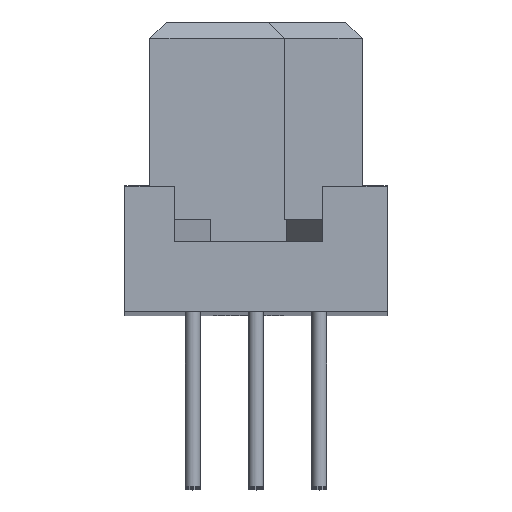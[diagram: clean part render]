
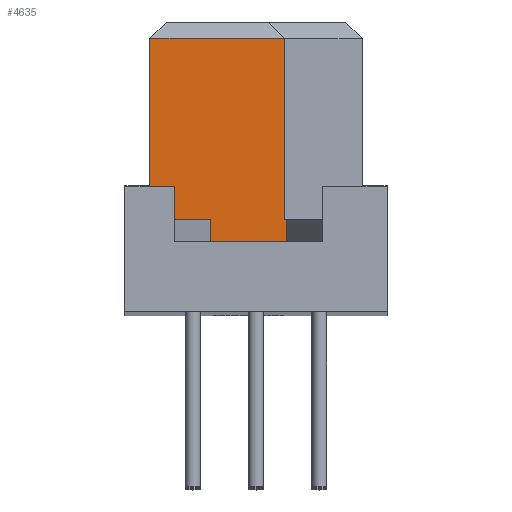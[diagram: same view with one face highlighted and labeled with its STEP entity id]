
A CAD part, top view. The second image highlights one B-rep face of the part: STEP entity #4635.
In plain terms, the highlighted planar face has unit normal (0, 0, 1).
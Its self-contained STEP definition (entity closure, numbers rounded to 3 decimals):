
#4635=ADVANCED_FACE('',(#5886),#5262,.T.);
#5262=PLANE('',#16418);
#5886=FACE_OUTER_BOUND('',#6801,.T.);
#6801=EDGE_LOOP('',(#9694,#9695,#9696,#9697,#9698,#9699,#9700,#9701));
#9694=ORIENTED_EDGE('',*,*,#12378,.T.);
#9695=ORIENTED_EDGE('',*,*,#12339,.T.);
#9696=ORIENTED_EDGE('',*,*,#12315,.T.);
#9697=ORIENTED_EDGE('',*,*,#12379,.T.);
#9698=ORIENTED_EDGE('',*,*,#12306,.T.);
#9699=ORIENTED_EDGE('',*,*,#12311,.F.);
#9700=ORIENTED_EDGE('',*,*,#12374,.F.);
#9701=ORIENTED_EDGE('',*,*,#12377,.T.);
#10862=VERTEX_POINT('',#22617);
#10863=VERTEX_POINT('',#22618);
#10864=VERTEX_POINT('',#22625);
#10867=VERTEX_POINT('',#22636);
#10868=VERTEX_POINT('',#22637);
#10885=VERTEX_POINT('',#22685);
#10908=VERTEX_POINT('',#22753);
#10909=VERTEX_POINT('',#22758);
#12306=EDGE_CURVE('',#10862,#10863,#13594,.T.);
#12311=EDGE_CURVE('',#10864,#10863,#13599,.T.);
#12315=EDGE_CURVE('',#10867,#10868,#13601,.T.);
#12339=EDGE_CURVE('',#10885,#10867,#13625,.T.);
#12374=EDGE_CURVE('',#10908,#10864,#13660,.T.);
#12377=EDGE_CURVE('',#10908,#10909,#13663,.T.);
#12378=EDGE_CURVE('',#10909,#10885,#13664,.T.);
#12379=EDGE_CURVE('',#10868,#10862,#13665,.T.);
#13594=LINE('',#22616,#14878);
#13599=LINE('',#22626,#14883);
#13601=LINE('',#22635,#14885);
#13625=LINE('',#22684,#14909);
#13660=LINE('',#22754,#14944);
#13663=LINE('',#22759,#14947);
#13664=LINE('',#22761,#14948);
#13665=LINE('',#22763,#14949);
#14878=VECTOR('',#19379,1.);
#14883=VECTOR('',#19388,1.);
#14885=VECTOR('',#19400,1.);
#14909=VECTOR('',#19438,1.);
#14944=VECTOR('',#19495,1.);
#14947=VECTOR('',#19500,1.);
#14948=VECTOR('',#19503,1.);
#14949=VECTOR('',#19506,1.);
#16418=AXIS2_PLACEMENT_3D('',#22764,#19507,#19508);
#19379=DIRECTION('',(0.,1.,0.));
#19388=DIRECTION('',(1.,0.,0.));
#19400=DIRECTION('',(0.,1.,0.));
#19438=DIRECTION('',(1.,0.,0.));
#19495=DIRECTION('',(0.,1.,0.));
#19500=DIRECTION('',(1.,0.,0.));
#19503=DIRECTION('',(0.,-1.,0.));
#19506=DIRECTION('',(-1.,0.,0.));
#19507=DIRECTION('',(0.,0.,1.));
#19508=DIRECTION('',(0.,-1.,0.));
#22616=CARTESIAN_POINT('',(12.313,-22.792,89.95));
#22617=CARTESIAN_POINT('',(12.313,-22.792,89.95));
#22618=CARTESIAN_POINT('',(12.313,-15.542,89.95));
#22625=CARTESIAN_POINT('',(6.913,-15.542,89.95));
#22626=CARTESIAN_POINT('',(6.913,-15.542,89.95));
#22635=CARTESIAN_POINT('',(12.395,-23.692,89.95));
#22636=CARTESIAN_POINT('',(12.395,-23.692,89.95));
#22637=CARTESIAN_POINT('',(12.395,-22.792,89.95));
#22684=CARTESIAN_POINT('',(9.332,-23.692,89.95));
#22685=CARTESIAN_POINT('',(9.332,-23.692,89.95));
#22753=CARTESIAN_POINT('',(6.913,-22.792,89.95));
#22754=CARTESIAN_POINT('',(6.913,-22.792,89.95));
#22758=CARTESIAN_POINT('',(9.332,-22.792,89.95));
#22759=CARTESIAN_POINT('',(6.913,-22.792,89.95));
#22761=CARTESIAN_POINT('',(9.332,-22.792,89.95));
#22763=CARTESIAN_POINT('',(12.395,-22.792,89.95));
#22764=CARTESIAN_POINT('',(5.813,-14.792,89.95));
